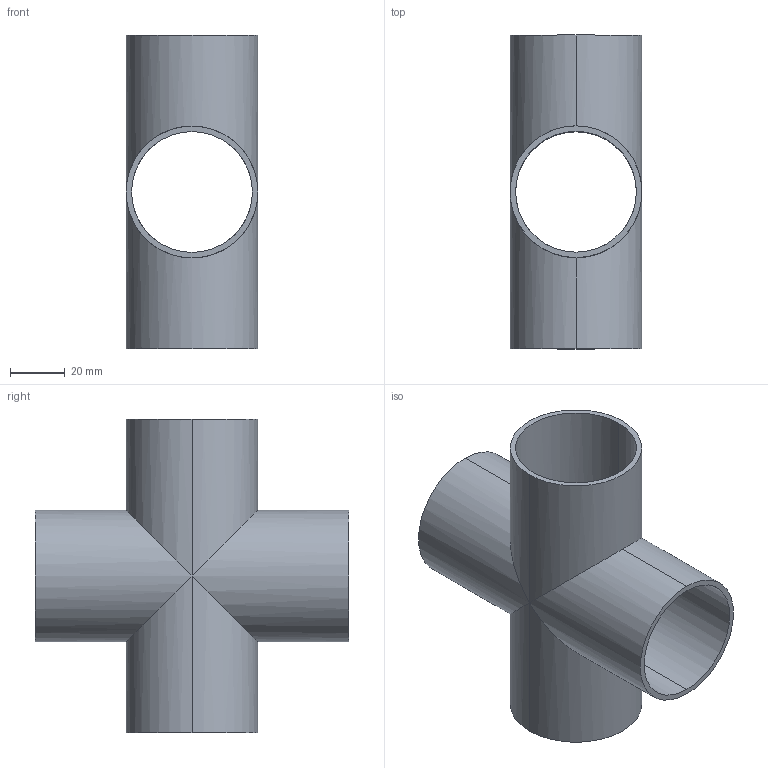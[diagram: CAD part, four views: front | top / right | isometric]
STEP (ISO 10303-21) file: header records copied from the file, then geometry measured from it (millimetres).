
FILE_DESCRIPTION (( 'STEP AP203' ), '1' );
FILE_NAME ('55172-240.STEP', '2016-01-25T09:54:07', ( '' ), ( '' ), 'SwSTEP 2.0', 'SolidWorks 2015', '' );
FILE_SCHEMA (( 'CONFIG_CONTROL_DESIGN' ));
Length unit declared in the file: millimetre
Products named in the file (1): 55172-240
Bounding box: 48.3 x 115 x 115 mm (x, y, z)
Volume: 49748.9 mm3; surface area: 50901.1 mm2
Topology: 1 solids, 1 shells, 243 faces, 653 edges, 424 vertices
Faces by surface type: plane 111, bspline 85, cylinder 47
Entity records: 11090 total; most frequent: CARTESIAN_POINT 5580, ORIENTED_EDGE 1306, DIRECTION 847, EDGE_CURVE 653, VERTEX_POINT 424, LINE 321, VECTOR 321, AXIS2_PLACEMENT_3D 263
